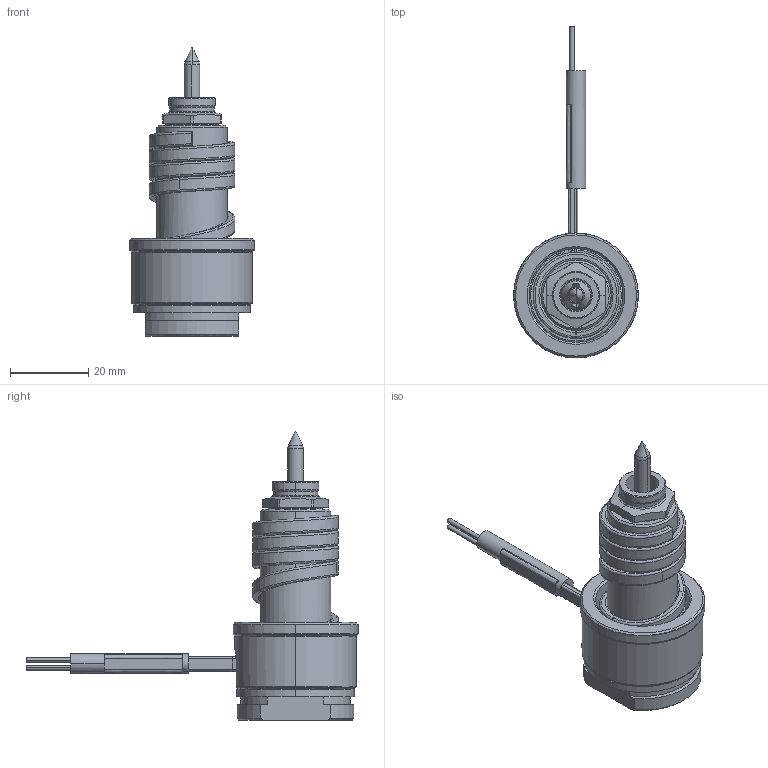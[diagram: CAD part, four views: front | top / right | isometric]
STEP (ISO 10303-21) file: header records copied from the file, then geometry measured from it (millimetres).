
FILE_DESCRIPTION((''),'2;1');
FILE_NAME('SM-66-BKV-N','2014-03-03T',('Íàòàëüÿ'),('IMID'),'PRO/ENGINEER BY PARAMETRIC TECHNOLOGY CORPORATION, 2010180','PRO/ENGINEER BY PARAMETRIC TECHNOLOGY CORPORATION, 2010180','');
FILE_SCHEMA(('CONFIG_CONTROL_DESIGN'));
Length unit declared in the file: millimetre
Products named in the file (1): SM-66-BKV-N
Bounding box: 32 x 85 x 74.2 mm (x, y, z)
Volume: 25229.1 mm3; surface area: 15063.2 mm2
Topology: 1 solids, 9 shells, 327 faces, 823 edges, 487 vertices
Faces by surface type: cylinder 114, cone 60, bspline 52, plane 52, torus 31, revolution 9, extrusion 7, sphere 2
Entity records: 15526 total; most frequent: CARTESIAN_POINT 8008, ORIENTED_EDGE 1602, DIRECTION 1495, EDGE_CURVE 813, AXIS2_PLACEMENT_3D 602, VERTEX_POINT 487, EDGE_LOOP 350, CIRCLE 342
